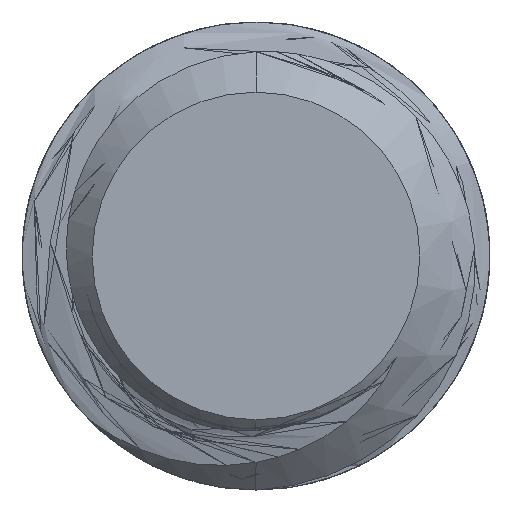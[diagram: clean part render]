
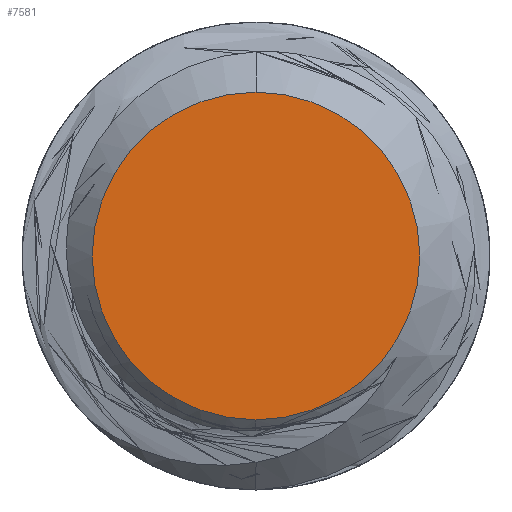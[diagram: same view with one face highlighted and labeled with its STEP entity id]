
A CAD part, left-side view. The second image highlights one B-rep face of the part: STEP entity #7581.
In plain terms, the highlighted planar face has unit normal (-1, 0, 0).
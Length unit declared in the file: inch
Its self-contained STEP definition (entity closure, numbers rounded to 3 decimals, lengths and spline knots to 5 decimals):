
#108 = CIRCLE ( 'NONE', #388, 0.0875 ) ;
#214 = EDGE_CURVE ( 'NONE', #9554, #9513, #243, .T. ) ;
#216 = EDGE_CURVE ( 'NONE', #9513, #9554, #108, .T. ) ;
#243 = CIRCLE ( 'NONE', #384, 0.0875 ) ;
#384 = AXIS2_PLACEMENT_3D ( 'NONE', #7807, #7749, #7748 ) ;
#388 = AXIS2_PLACEMENT_3D ( 'NONE', #7747, #7745, #7740 ) ;
#1469 = CARTESIAN_POINT ( 'NONE',  ( -1.5, 0., -0.0875 ) ) ;
#1556 = CARTESIAN_POINT ( 'NONE',  ( -1.5, 0., 0.0875 ) ) ;
#1788 = ORIENTED_EDGE ( 'NONE', *, *, #214, .T. ) ;
#1848 = EDGE_LOOP ( 'NONE', ( #1788, #1879 ) ) ;
#1879 = ORIENTED_EDGE ( 'NONE', *, *, #216, .T. ) ;
#4059 = DIRECTION ( 'NONE',  ( 0., 0., -1. ) ) ;
#4060 = DIRECTION ( 'NONE',  ( 1., 0., 0. ) ) ;
#4063 = PLANE ( 'NONE',  #7359 ) ;
#4067 = CARTESIAN_POINT ( 'NONE',  ( -1.5, 0., 0. ) ) ;
#7359 = AXIS2_PLACEMENT_3D ( 'NONE', #4067, #4060, #4059 ) ;
#7581 = ADVANCED_FACE ( 'NONE', ( #8958 ), #4063, .F. ) ;
#7740 = DIRECTION ( 'NONE',  ( 0., 0., -1. ) ) ;
#7745 = DIRECTION ( 'NONE',  ( -1., 0., 0. ) ) ;
#7747 = CARTESIAN_POINT ( 'NONE',  ( -1.5, 0., 0. ) ) ;
#7748 = DIRECTION ( 'NONE',  ( 0., 0., -1. ) ) ;
#7749 = DIRECTION ( 'NONE',  ( -1., 0., 0. ) ) ;
#7807 = CARTESIAN_POINT ( 'NONE',  ( -1.5, 0., 0. ) ) ;
#8958 = FACE_OUTER_BOUND ( 'NONE', #1848, .T. ) ;
#9513 = VERTEX_POINT ( 'NONE', #1556 ) ;
#9554 = VERTEX_POINT ( 'NONE', #1469 ) ;
